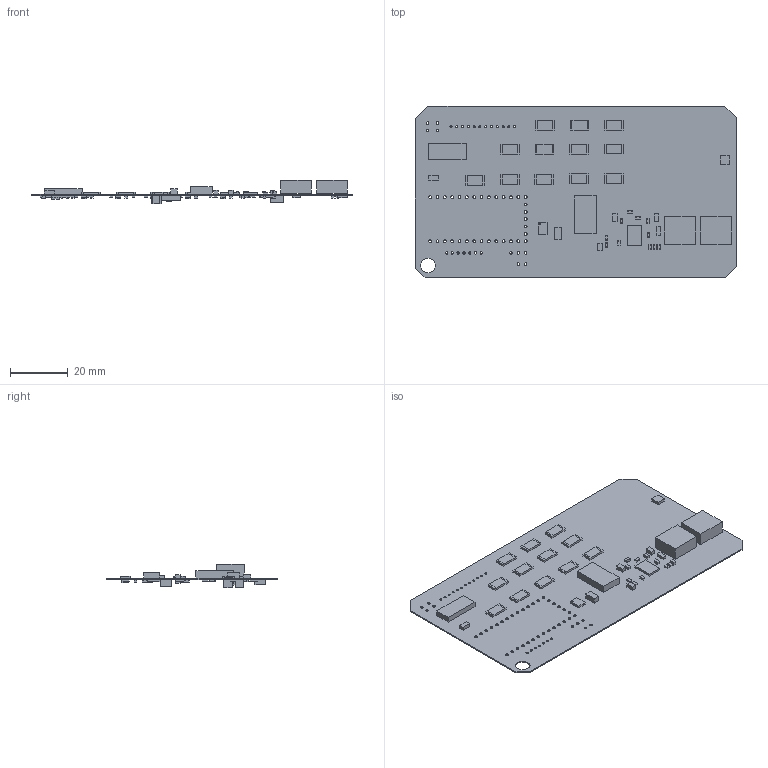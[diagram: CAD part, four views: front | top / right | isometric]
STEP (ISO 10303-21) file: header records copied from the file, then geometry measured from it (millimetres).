
FILE_DESCRIPTION(('Open CASCADE Model'),'2;1');
FILE_NAME('Open CASCADE Shape Model','2015-12-28T00:57:12',('Author'),( 'Open CASCADE'),'Open CASCADE STEP processor 6.8','Open CASCADE 6.8' ,'Unknown');
FILE_SCHEMA(('AUTOMOTIVE_DESIGN { 1 0 10303 214 1 1 1 1 }'));
Length unit declared in the file: millimetre
Products named in the file (219): PCB; Board; R68; 681410400; Extruded; 681410560; C1; 681405120; 681404960; C2; C3; C4; C5; C6; C7; C8; C9; C10; C11; C12; C13; C14; C15; C16; C17; C27; 681406080; 681406240; D1; 681406720; D5; 681407200; D6; D7; D8; D9; D10; D11; D12; D13 ...
Assembly tree (530 placements, depth 4):
  PCB
    Board
    R68
      681410400  x2
        Extruded
      681410560
        Extruded
    C1
      681405120
        Extruded
      681404960  x2
        Extruded
    C2
      681405120
        Extruded
      681404960  x2
        Extruded
    C3
      681405120
        Extruded
      681404960  x2
        Extruded
    C4
      681405120
        Extruded
      681404960  x2
        Extruded
    C5
      681405120
        Extruded
      681404960  x2
        Extruded
    C6
      681405120
        Extruded
      681404960  x2
        Extruded
    C7
      681405120
        Extruded
      681404960  x2
        Extruded
    C8
      681405120
        Extruded
      681404960  x2
        Extruded
    C9
      681405120
        Extruded
      681404960  x2
        Extruded
    C10
      681405120
        Extruded
      681404960  x2
        Extruded
    C11
      681405120
        Extruded
Bounding box: 111 x 59.44 x 8.04 mm (x, y, z)
Volume: 4600.4 mm3; surface area: 17258.2 mm2
Topology: 366 solids, 366 shells, 2275 faces, 4626 edges, 3084 vertices
Faces by surface type: plane 2190, cylinder 85
Full cylindrical faces by diameter (mm): 0.711 x12, 0.8 x7, 0.9 x9, 0.965 x33, 5.105 x1
Entity records: 32610 total; most frequent: CARTESIAN_POINT 7162, DIRECTION 4461, LINE 2214, VECTOR 2214, ORIENTED_EDGE 1764, PCURVE 1764, DEFINITIONAL_REPRESENTATION 1764, AXIS2_PLACEMENT_3D 1104
